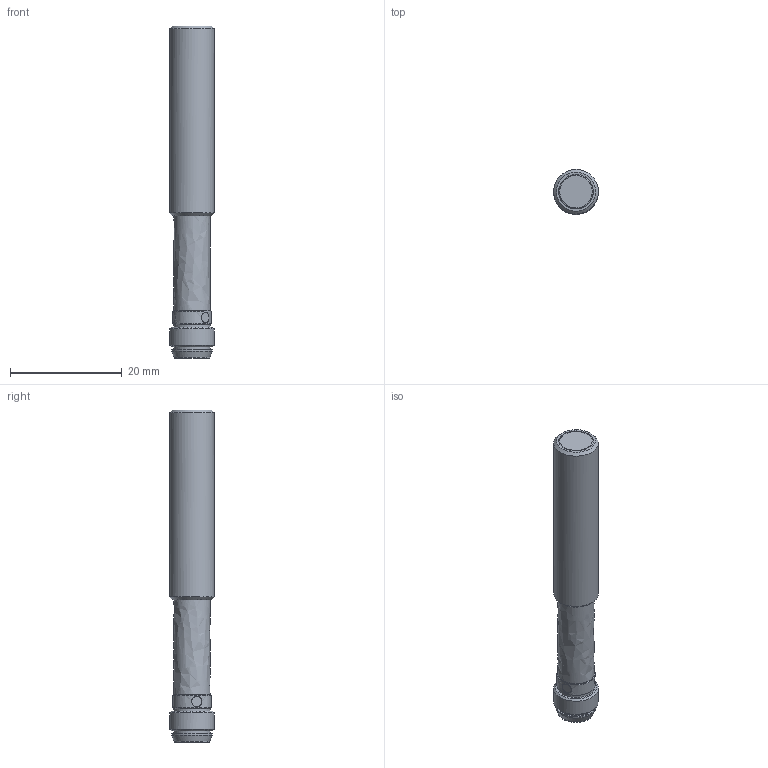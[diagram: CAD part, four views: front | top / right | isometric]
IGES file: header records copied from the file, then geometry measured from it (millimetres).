
Global section: file name: KDC 08 b Stecker; native system: Autodesk Inventor 2018; preprocessor: unknown; author: C. Kuhn; organization: di-soric GmbH & Co. KG; date: 20171127.144041; units: millimetre
Bounding box: 8 x 8 x 59.5 mm (x, y, z)
Volume: 1250.5 mm3; surface area: 3041.3 mm2
Topology: 3 solids, 3 shells, 112 faces, 262 edges, 176 vertices
Faces by surface type: bspline 112
